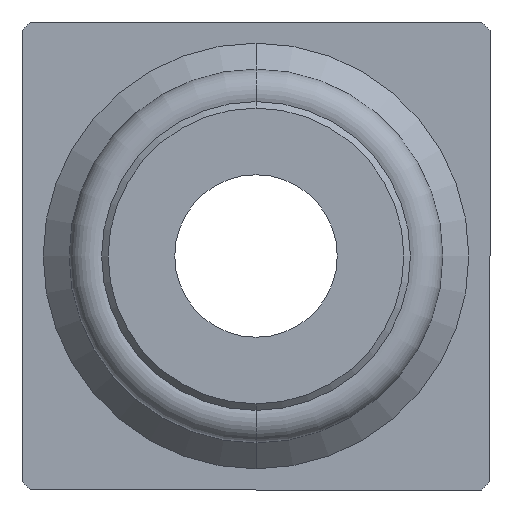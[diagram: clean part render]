
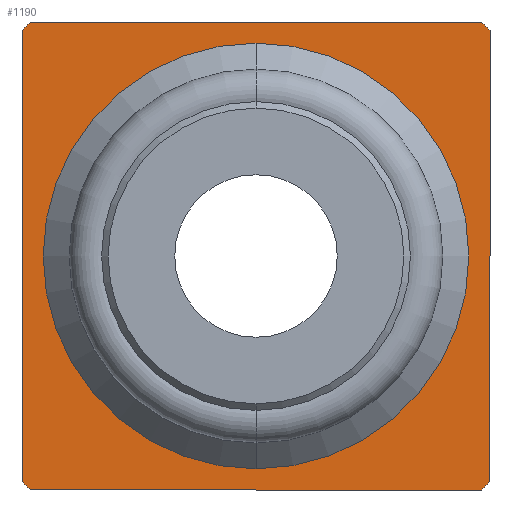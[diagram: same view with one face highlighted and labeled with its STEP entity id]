
A CAD part, front view. The second image highlights one B-rep face of the part: STEP entity #1190.
In plain terms, the highlighted planar face has unit normal (0, -1, 0).
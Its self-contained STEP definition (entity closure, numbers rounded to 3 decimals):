
#1 = AXIS2_PLACEMENT_3D ( 'NONE', #168, #856, #1396 ) ;
#10 = DIRECTION ( 'NONE',  ( 0., -1., 0. ) ) ;
#17 = CARTESIAN_POINT ( 'NONE',  ( -7.2, 12.6, -6.94 ) ) ;
#40 = VERTEX_POINT ( 'NONE', #438 ) ;
#51 = EDGE_CURVE ( 'NONE', #1078, #876, #109, .T. ) ;
#86 = DIRECTION ( 'NONE',  ( 0., 1., 0. ) ) ;
#109 = CIRCLE ( 'NONE', #253, 10. ) ;
#116 = VECTOR ( 'NONE', #1105, 1000. ) ;
#121 = CARTESIAN_POINT ( 'NONE',  ( 7.2, 12.6, 6.94 ) ) ;
#156 = EDGE_LOOP ( 'NONE', ( #1501, #1153, #1255, #731, #1005, #250, #1354, #1496 ) ) ;
#168 = CARTESIAN_POINT ( 'NONE',  ( 0., 12.6, 0. ) ) ;
#193 = EDGE_CURVE ( 'NONE', #1235, #439, #211, .T. ) ;
#211 = LINE ( 'NONE', #1693, #774 ) ;
#241 = CARTESIAN_POINT ( 'NONE',  ( 0., 12.6, 0. ) ) ;
#248 = CARTESIAN_POINT ( 'NONE',  ( 6.94, 12.6, -7.2 ) ) ;
#250 = ORIENTED_EDGE ( 'NONE', *, *, #355, .F. ) ;
#253 = AXIS2_PLACEMENT_3D ( 'NONE', #1122, #298, #1130 ) ;
#277 = LINE ( 'NONE', #948, #514 ) ;
#298 = DIRECTION ( 'NONE',  ( 0., 1., 0. ) ) ;
#322 = CARTESIAN_POINT ( 'NONE',  ( 7.2, 12.6, -6.94 ) ) ;
#355 = EDGE_CURVE ( 'NONE', #624, #508, #1359, .T. ) ;
#366 = EDGE_CURVE ( 'NONE', #876, #1084, #277, .T. ) ;
#387 = EDGE_CURVE ( 'NONE', #974, #40, #575, .T. ) ;
#426 = EDGE_LOOP ( 'NONE', ( #1370, #1355 ) ) ;
#438 = CARTESIAN_POINT ( 'NONE',  ( 0., 12.6, 6.55 ) ) ;
#439 = VERTEX_POINT ( 'NONE', #322 ) ;
#508 = VERTEX_POINT ( 'NONE', #1382 ) ;
#514 = VECTOR ( 'NONE', #1077, 1000. ) ;
#522 = EDGE_CURVE ( 'NONE', #508, #954, #1145, .T. ) ;
#575 = CIRCLE ( 'NONE', #1201, 6.55 ) ;
#624 = VERTEX_POINT ( 'NONE', #1441 ) ;
#638 = AXIS2_PLACEMENT_3D ( 'NONE', #792, #911, #1334 ) ;
#651 = PLANE ( 'NONE',  #638 ) ;
#653 = CARTESIAN_POINT ( 'NONE',  ( 0., 12.6, 0. ) ) ;
#731 = ORIENTED_EDGE ( 'NONE', *, *, #1420, .F. ) ;
#774 = VECTOR ( 'NONE', #1450, 1000. ) ;
#792 = CARTESIAN_POINT ( 'NONE',  ( 0., 12.6, 0. ) ) ;
#798 = DIRECTION ( 'NONE',  ( 0., 0., 1. ) ) ;
#856 = DIRECTION ( 'NONE',  ( 0., 1., 0. ) ) ;
#857 = DIRECTION ( 'NONE',  ( 0., 0., 1. ) ) ;
#876 = VERTEX_POINT ( 'NONE', #1624 ) ;
#911 = DIRECTION ( 'NONE',  ( 0., 1., 0. ) ) ;
#948 = CARTESIAN_POINT ( 'NONE',  ( -6.94, 12.6, 7.2 ) ) ;
#954 = VERTEX_POINT ( 'NONE', #17 ) ;
#955 = LINE ( 'NONE', #1497, #116 ) ;
#972 = DIRECTION ( 'NONE',  ( 0., 0., 1. ) ) ;
#973 = CARTESIAN_POINT ( 'NONE',  ( 0., 12.6, -6.55 ) ) ;
#974 = VERTEX_POINT ( 'NONE', #973 ) ;
#1000 = EDGE_CURVE ( 'NONE', #1084, #1235, #1539, .T. ) ;
#1005 = ORIENTED_EDGE ( 'NONE', *, *, #522, .F. ) ;
#1015 = CARTESIAN_POINT ( 'NONE',  ( -7.2, 12.6, 6.94 ) ) ;
#1077 = DIRECTION ( 'NONE',  ( 1., 0., 0. ) ) ;
#1078 = VERTEX_POINT ( 'NONE', #1015 ) ;
#1084 = VERTEX_POINT ( 'NONE', #1299 ) ;
#1100 = DIRECTION ( 'NONE',  ( -1., 0., 0. ) ) ;
#1105 = DIRECTION ( 'NONE',  ( 0., 0., 1. ) ) ;
#1122 = CARTESIAN_POINT ( 'NONE',  ( 0., 12.6, 0. ) ) ;
#1130 = DIRECTION ( 'NONE',  ( 0., 0., 1. ) ) ;
#1142 = AXIS2_PLACEMENT_3D ( 'NONE', #1409, #1682, #857 ) ;
#1145 = CIRCLE ( 'NONE', #1142, 10. ) ;
#1153 = ORIENTED_EDGE ( 'NONE', *, *, #366, .F. ) ;
#1190 = ADVANCED_FACE ( 'NONE', ( #1724, #1466 ), #651, .F. ) ;
#1201 = AXIS2_PLACEMENT_3D ( 'NONE', #653, #10, #798 ) ;
#1206 = AXIS2_PLACEMENT_3D ( 'NONE', #1215, #1613, #972 ) ;
#1215 = CARTESIAN_POINT ( 'NONE',  ( 0., 12.6, 0. ) ) ;
#1235 = VERTEX_POINT ( 'NONE', #121 ) ;
#1255 = ORIENTED_EDGE ( 'NONE', *, *, #51, .F. ) ;
#1299 = CARTESIAN_POINT ( 'NONE',  ( 6.94, 12.6, 7.2 ) ) ;
#1325 = EDGE_CURVE ( 'NONE', #40, #974, #1434, .T. ) ;
#1334 = DIRECTION ( 'NONE',  ( 0., 0., 1. ) ) ;
#1354 = ORIENTED_EDGE ( 'NONE', *, *, #1583, .F. ) ;
#1355 = ORIENTED_EDGE ( 'NONE', *, *, #1325, .F. ) ;
#1359 = LINE ( 'NONE', #248, #1537 ) ;
#1370 = ORIENTED_EDGE ( 'NONE', *, *, #387, .F. ) ;
#1382 = CARTESIAN_POINT ( 'NONE',  ( -6.94, 12.6, -7.2 ) ) ;
#1396 = DIRECTION ( 'NONE',  ( 0., 0., 1. ) ) ;
#1409 = CARTESIAN_POINT ( 'NONE',  ( 0., 12.6, 0. ) ) ;
#1420 = EDGE_CURVE ( 'NONE', #954, #1078, #955, .T. ) ;
#1434 = CIRCLE ( 'NONE', #1206, 6.55 ) ;
#1441 = CARTESIAN_POINT ( 'NONE',  ( 6.94, 12.6, -7.2 ) ) ;
#1450 = DIRECTION ( 'NONE',  ( 0., 0., -1. ) ) ;
#1466 = FACE_OUTER_BOUND ( 'NONE', #156, .T. ) ;
#1496 = ORIENTED_EDGE ( 'NONE', *, *, #193, .F. ) ;
#1497 = CARTESIAN_POINT ( 'NONE',  ( -7.2, 12.6, -6.94 ) ) ;
#1501 = ORIENTED_EDGE ( 'NONE', *, *, #1000, .F. ) ;
#1515 = CIRCLE ( 'NONE', #1683, 10. ) ;
#1537 = VECTOR ( 'NONE', #1100, 1000. ) ;
#1539 = CIRCLE ( 'NONE', #1, 10. ) ;
#1583 = EDGE_CURVE ( 'NONE', #439, #624, #1515, .T. ) ;
#1613 = DIRECTION ( 'NONE',  ( 0., -1., 0. ) ) ;
#1624 = CARTESIAN_POINT ( 'NONE',  ( -6.94, 12.6, 7.2 ) ) ;
#1682 = DIRECTION ( 'NONE',  ( 0., 1., 0. ) ) ;
#1683 = AXIS2_PLACEMENT_3D ( 'NONE', #241, #86, #1722 ) ;
#1693 = CARTESIAN_POINT ( 'NONE',  ( 7.2, 12.6, 6.94 ) ) ;
#1722 = DIRECTION ( 'NONE',  ( 0., 0., 1. ) ) ;
#1724 = FACE_BOUND ( 'NONE', #426, .T. ) ;
